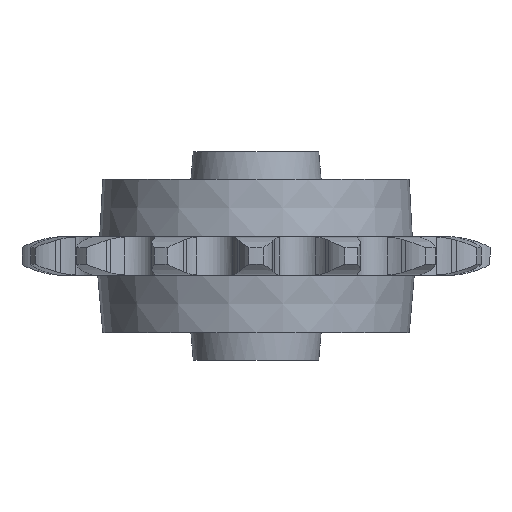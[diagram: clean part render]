
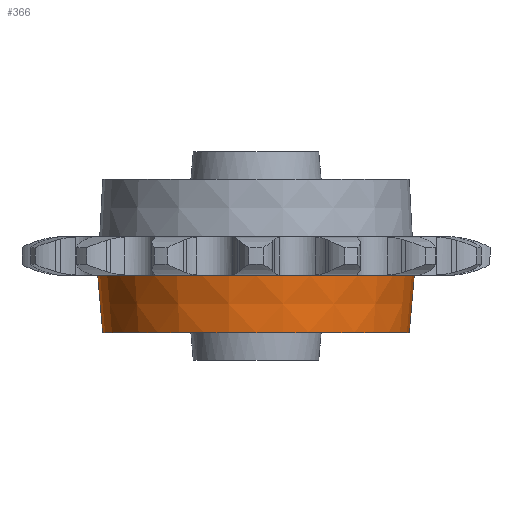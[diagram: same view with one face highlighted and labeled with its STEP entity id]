
A CAD part, front view. The second image highlights one B-rep face of the part: STEP entity #366.
In plain terms, the highlighted conical face has half-angle 5 degrees and reference radius 11.359 mm.
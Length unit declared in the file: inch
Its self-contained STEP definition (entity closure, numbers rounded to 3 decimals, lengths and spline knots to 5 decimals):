
#363 = EDGE_LOOP ( 'NONE', ( #2925, #9063, #3308, #6490 ) ) ;
#366 = ADVANCED_FACE ( 'NONE', ( #7360 ), #6430, .T. ) ;
#474 = DIRECTION ( 'NONE',  ( -0.087, 0., 0.996 ) ) ;
#1292 = CARTESIAN_POINT ( 'NONE',  ( 0., 0., -0.21654 ) ) ;
#1736 = CARTESIAN_POINT ( 'NONE',  ( -0.43307, 0., -0.21654 ) ) ;
#1900 = VERTEX_POINT ( 'NONE', #14390 ) ;
#2554 = EDGE_CURVE ( 'NONE', #6529, #1900, #8099, .T. ) ;
#2686 = EDGE_CURVE ( 'NONE', #6529, #7187, #11881, .T. ) ;
#2925 = ORIENTED_EDGE ( 'NONE', *, *, #2686, .F. ) ;
#2949 = CARTESIAN_POINT ( 'NONE',  ( 0., 0., -0.05492 ) ) ;
#3308 = ORIENTED_EDGE ( 'NONE', *, *, #8784, .T. ) ;
#3994 = DIRECTION ( 'NONE',  ( 0.087, 0., 0.996 ) ) ;
#4567 = VERTEX_POINT ( 'NONE', #6278 ) ;
#4758 = AXIS2_PLACEMENT_3D ( 'NONE', #2949, #10007, #7667 ) ;
#5100 = CARTESIAN_POINT ( 'NONE',  ( -0.44721, 0., -0.05492 ) ) ;
#6095 = VECTOR ( 'NONE', #474, 39.37008 ) ;
#6278 = CARTESIAN_POINT ( 'NONE',  ( 0.44721, 0., -0.05492 ) ) ;
#6416 = CARTESIAN_POINT ( 'NONE',  ( -0.44721, 0., -0.05492 ) ) ;
#6430 = CONICAL_SURFACE ( 'NONE', #4758, 0.44721, 0.087 ) ;
#6484 = VECTOR ( 'NONE', #3994, 39.37008 ) ;
#6490 = ORIENTED_EDGE ( 'NONE', *, *, #14140, .T. ) ;
#6529 = VERTEX_POINT ( 'NONE', #1736 ) ;
#6641 = DIRECTION ( 'NONE',  ( 0., 0., -1. ) ) ;
#7187 = VERTEX_POINT ( 'NONE', #6416 ) ;
#7360 = FACE_OUTER_BOUND ( 'NONE', #363, .T. ) ;
#7667 = DIRECTION ( 'NONE',  ( 1., 0., 0. ) ) ;
#8099 = CIRCLE ( 'NONE', #15484, 0.43307 ) ;
#8784 = EDGE_CURVE ( 'NONE', #1900, #4567, #10225, .T. ) ;
#9063 = ORIENTED_EDGE ( 'NONE', *, *, #2554, .T. ) ;
#9406 = CARTESIAN_POINT ( 'NONE',  ( 0.44721, 0., -0.05492 ) ) ;
#9594 = CIRCLE ( 'NONE', #12947, 0.44721 ) ;
#9679 = DIRECTION ( 'NONE',  ( 1., 0., 0. ) ) ;
#10007 = DIRECTION ( 'NONE',  ( 0., 0., 1. ) ) ;
#10225 = LINE ( 'NONE', #9406, #6484 ) ;
#10820 = DIRECTION ( 'NONE',  ( 0., 0., 1. ) ) ;
#11393 = DIRECTION ( 'NONE',  ( 1., 0., 0. ) ) ;
#11881 = LINE ( 'NONE', #5100, #6095 ) ;
#12947 = AXIS2_PLACEMENT_3D ( 'NONE', #13590, #6641, #11393 ) ;
#13590 = CARTESIAN_POINT ( 'NONE',  ( 0., 0., -0.05492 ) ) ;
#14140 = EDGE_CURVE ( 'NONE', #4567, #7187, #9594, .T. ) ;
#14390 = CARTESIAN_POINT ( 'NONE',  ( 0.43307, 0., -0.21654 ) ) ;
#15484 = AXIS2_PLACEMENT_3D ( 'NONE', #1292, #10820, #9679 ) ;
